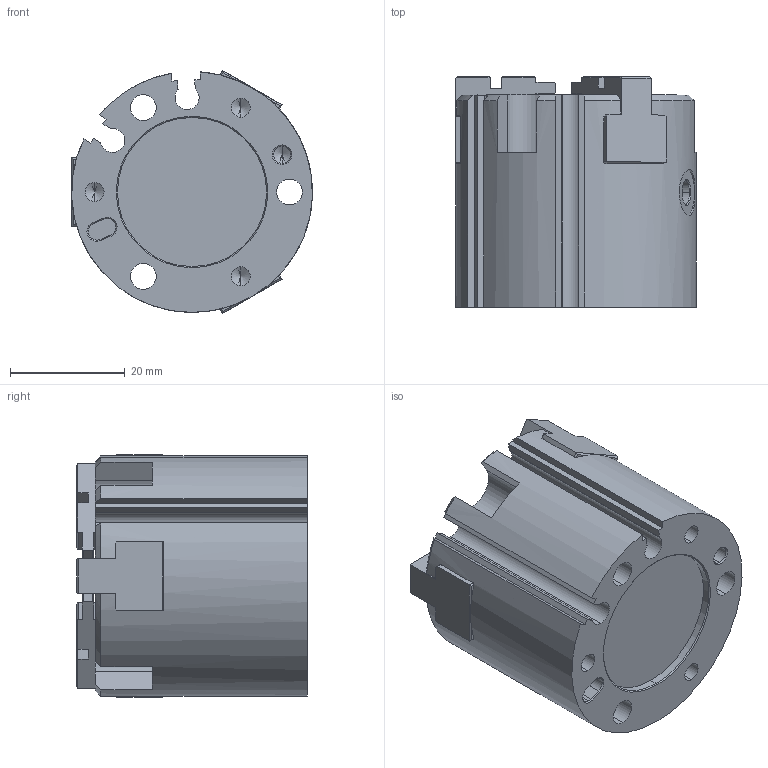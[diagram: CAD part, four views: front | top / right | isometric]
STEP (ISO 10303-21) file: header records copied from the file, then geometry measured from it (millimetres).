
FILE_DESCRIPTION (( 'STEP AP203' ), '1' );
FILE_NAME ('GPS 3-42.STEP', '2010-02-01T16:29:28', ( 'BOLOGNESE' ), ( '' ), 'SwSTEP 2.0', 'SolidWorks 2004231', '' );
FILE_SCHEMA (( 'CONFIG_CONTROL_DESIGN' ));
Length unit declared in the file: millimetre
Products named in the file (4): Coperchio; Corpo; Griffa; GPS 3-42
Assembly tree (5 placements, depth 2):
  GPS 3-42
    Coperchio
    Griffa  x3
    Corpo
Bounding box: 41.99 x 40.2 x 42.37 mm (x, y, z)
Volume: 45354.2 mm3; surface area: 17052.1 mm2
Topology: 5 solids, 5 shells, 309 faces, 837 edges, 530 vertices
Faces by surface type: plane 177, cylinder 90, cone 42
Entity records: 7467 total; most frequent: CARTESIAN_POINT 1518, ORIENTED_EDGE 1162, DIRECTION 1141, EDGE_CURVE 581, AXIS2_PLACEMENT_3D 393, VERTEX_POINT 378, VECTOR 355, LINE 355
